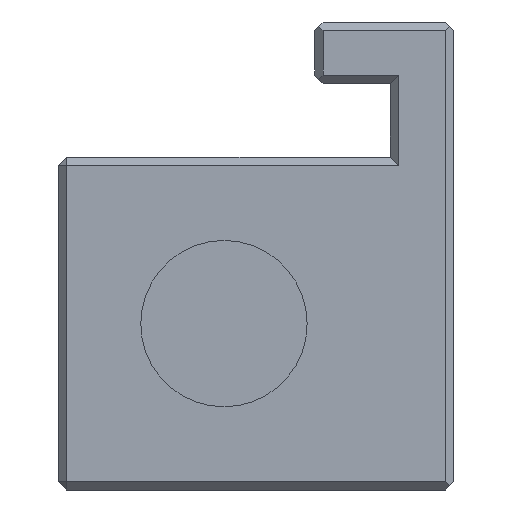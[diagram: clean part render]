
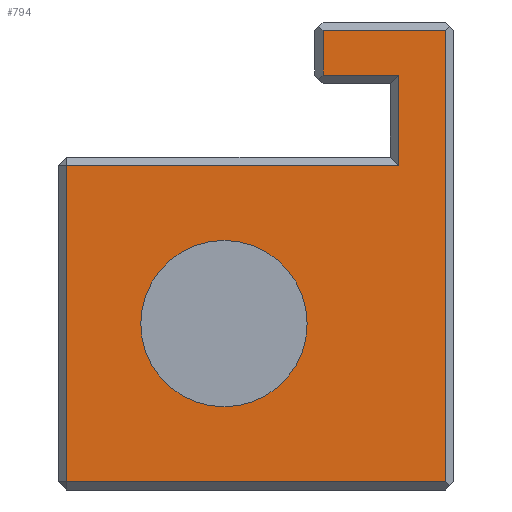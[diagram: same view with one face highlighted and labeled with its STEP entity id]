
A CAD part, front view. The second image highlights one B-rep face of the part: STEP entity #794.
In plain terms, the highlighted planar face has unit normal (0, -1, 0).
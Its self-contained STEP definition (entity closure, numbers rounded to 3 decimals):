
#19=CIRCLE('',#855,5.);
#29=FACE_BOUND('',#99,.T.);
#50=FACE_OUTER_BOUND('',#98,.T.);
#98=EDGE_LOOP('',(#585,#586,#587,#588,#589,#590,#591,#592));
#99=EDGE_LOOP('',(#593));
#152=LINE('',#1143,#254);
#162=LINE('',#1162,#264);
#165=LINE('',#1168,#267);
#182=LINE('',#1202,#284);
#183=LINE('',#1204,#285);
#184=LINE('',#1206,#286);
#185=LINE('',#1208,#287);
#186=LINE('',#1209,#288);
#254=VECTOR('',#920,10.);
#264=VECTOR('',#938,10.);
#267=VECTOR('',#943,10.);
#284=VECTOR('',#974,10.);
#285=VECTOR('',#975,10.);
#286=VECTOR('',#976,10.);
#287=VECTOR('',#977,10.);
#288=VECTOR('',#978,10.);
#353=VERTEX_POINT('',#1140);
#354=VERTEX_POINT('',#1142);
#359=VERTEX_POINT('',#1157);
#360=VERTEX_POINT('',#1164);
#371=VERTEX_POINT('',#1201);
#372=VERTEX_POINT('',#1203);
#373=VERTEX_POINT('',#1205);
#374=VERTEX_POINT('',#1207);
#375=VERTEX_POINT('',#1210);
#424=EDGE_CURVE('',#353,#354,#152,.T.);
#434=EDGE_CURVE('',#354,#359,#162,.T.);
#437=EDGE_CURVE('',#359,#360,#165,.T.);
#454=EDGE_CURVE('',#360,#371,#182,.T.);
#455=EDGE_CURVE('',#372,#353,#183,.T.);
#456=EDGE_CURVE('',#373,#372,#184,.T.);
#457=EDGE_CURVE('',#374,#373,#185,.T.);
#458=EDGE_CURVE('',#371,#374,#186,.T.);
#459=EDGE_CURVE('',#375,#375,#19,.T.);
#585=ORIENTED_EDGE('',*,*,#454,.F.);
#586=ORIENTED_EDGE('',*,*,#437,.F.);
#587=ORIENTED_EDGE('',*,*,#434,.F.);
#588=ORIENTED_EDGE('',*,*,#424,.F.);
#589=ORIENTED_EDGE('',*,*,#455,.F.);
#590=ORIENTED_EDGE('',*,*,#456,.F.);
#591=ORIENTED_EDGE('',*,*,#457,.F.);
#592=ORIENTED_EDGE('',*,*,#458,.F.);
#593=ORIENTED_EDGE('',*,*,#459,.T.);
#752=PLANE('',#854);
#794=ADVANCED_FACE('',(#50,#29),#752,.T.);
#854=AXIS2_PLACEMENT_3D('',#1200,#972,#973);
#855=AXIS2_PLACEMENT_3D('',#1211,#979,#980);
#920=DIRECTION('',(-1.,0.,0.));
#938=DIRECTION('',(0.,0.,1.));
#943=DIRECTION('',(1.,0.,0.));
#972=DIRECTION('center_axis',(0.,-1.,0.));
#973=DIRECTION('ref_axis',(1.,0.,0.));
#974=DIRECTION('',(0.,0.,1.));
#975=DIRECTION('',(0.,0.,-1.));
#976=DIRECTION('',(1.,0.,0.));
#977=DIRECTION('',(0.,0.,1.));
#978=DIRECTION('',(-1.,0.,0.));
#979=DIRECTION('center_axis',(0.,1.,0.));
#980=DIRECTION('ref_axis',(1.,0.,0.));
#1140=CARTESIAN_POINT('',(11.372,-10.032,0.5));
#1142=CARTESIAN_POINT('',(-11.395,-10.032,0.5));
#1143=CARTESIAN_POINT('',(-5.953,-10.032,0.5));
#1157=CARTESIAN_POINT('',(-11.395,-10.032,19.5));
#1162=CARTESIAN_POINT('',(-11.395,-10.032,0.5));
#1164=CARTESIAN_POINT('',(8.563,-10.032,19.5));
#1168=CARTESIAN_POINT('',(-5.953,-10.032,19.5));
#1200=CARTESIAN_POINT('Origin',(-11.895,-10.032,0.5));
#1201=CARTESIAN_POINT('',(8.563,-10.032,24.938));
#1202=CARTESIAN_POINT('',(8.563,-10.032,10.25));
#1203=CARTESIAN_POINT('',(11.372,-10.032,27.628));
#1204=CARTESIAN_POINT('',(11.372,-10.032,0.5));
#1205=CARTESIAN_POINT('',(4.018,-10.032,27.628));
#1206=CARTESIAN_POINT('',(-4.189,-10.032,27.628));
#1207=CARTESIAN_POINT('',(4.018,-10.032,24.938));
#1208=CARTESIAN_POINT('',(4.018,-10.032,12.469));
#1209=CARTESIAN_POINT('',(-1.916,-10.032,24.938));
#1210=CARTESIAN_POINT('',(-6.937,-10.032,10.));
#1211=CARTESIAN_POINT('Origin',(-1.937,-10.032,10.));
